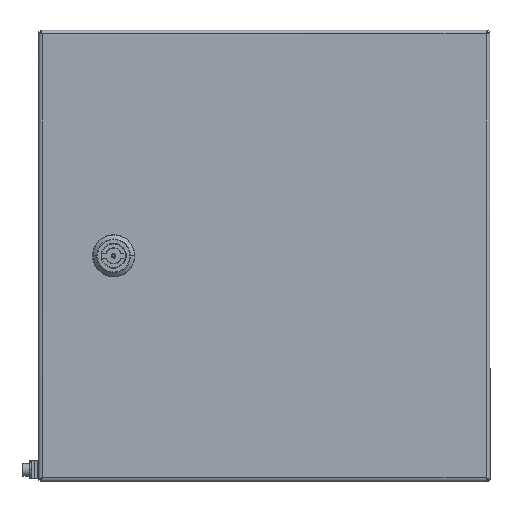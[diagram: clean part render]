
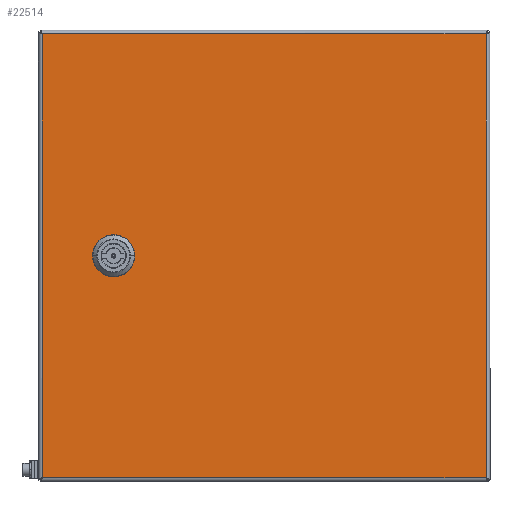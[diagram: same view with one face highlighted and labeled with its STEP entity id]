
A CAD part, top view. The second image highlights one B-rep face of the part: STEP entity #22514.
In plain terms, the highlighted face is planar.
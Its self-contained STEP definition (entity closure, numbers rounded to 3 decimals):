
#224 = VERTEX_POINT ( 'NONE', #10254 ) ;
#338 = EDGE_LOOP ( 'NONE', ( #22475, #27907, #5723, #1126, #15862, #18147, #27521, #4800 ) ) ;
#454 = DIRECTION ( 'NONE',  ( 0., 0., -1. ) ) ;
#1126 = ORIENTED_EDGE ( 'NONE', *, *, #32539, .F. ) ;
#1231 = VERTEX_POINT ( 'NONE', #15709 ) ;
#1935 = DIRECTION ( 'NONE',  ( 1., 0., 0. ) ) ;
#2549 = ORIENTED_EDGE ( 'NONE', *, *, #25830, .T. ) ;
#3150 = EDGE_CURVE ( 'NONE', #31452, #4389, #26100, .T. ) ;
#4389 = VERTEX_POINT ( 'NONE', #18592 ) ;
#4649 = EDGE_CURVE ( 'NONE', #14449, #8731, #28303, .T. ) ;
#4800 = ORIENTED_EDGE ( 'NONE', *, *, #31534, .F. ) ;
#5036 = CARTESIAN_POINT ( 'NONE',  ( -147.5, -147.5, 0. ) ) ;
#5502 = CARTESIAN_POINT ( 'NONE',  ( -150., 150., 0. ) ) ;
#5723 = ORIENTED_EDGE ( 'NONE', *, *, #35626, .F. ) ;
#6254 = DIRECTION ( 'NONE',  ( -1., 0., 0. ) ) ;
#6623 = DIRECTION ( 'NONE',  ( -1., 0., 0. ) ) ;
#6960 = VECTOR ( 'NONE', #6254, 1000. ) ;
#7477 = VERTEX_POINT ( 'NONE', #23870 ) ;
#7702 = ORIENTED_EDGE ( 'NONE', *, *, #4649, .T. ) ;
#8117 = DIRECTION ( 'NONE',  ( 0., -1., 0. ) ) ;
#8145 = EDGE_CURVE ( 'NONE', #4389, #28775, #14978, .T. ) ;
#8731 = VERTEX_POINT ( 'NONE', #21334 ) ;
#9151 = CIRCLE ( 'NONE', #27880, 11.25 ) ;
#9372 = CARTESIAN_POINT ( 'NONE',  ( 100., 0., 0. ) ) ;
#9641 = DIRECTION ( 'NONE',  ( 0., 0., -1. ) ) ;
#10011 = CARTESIAN_POINT ( 'NONE',  ( 100., 0., 0. ) ) ;
#10043 = CARTESIAN_POINT ( 'NONE',  ( 110., 5.154, 0. ) ) ;
#10254 = CARTESIAN_POINT ( 'NONE',  ( 90., 5.154, 0. ) ) ;
#10364 = DIRECTION ( 'NONE',  ( 0., 1., 0. ) ) ;
#11027 = CARTESIAN_POINT ( 'NONE',  ( 147.5, 148.743, 0. ) ) ;
#11393 = VECTOR ( 'NONE', #10364, 1000. ) ;
#11599 = EDGE_CURVE ( 'NONE', #22518, #14449, #32724, .T. ) ;
#12267 = DIRECTION ( 'NONE',  ( -1., 0., 0. ) ) ;
#12296 = LINE ( 'NONE', #27710, #11393 ) ;
#12898 = DIRECTION ( 'NONE',  ( -1., 0., 0. ) ) ;
#12914 = VECTOR ( 'NONE', #8117, 1000. ) ;
#14080 = CARTESIAN_POINT ( 'NONE',  ( 147.5, 147.5, 0. ) ) ;
#14449 = VERTEX_POINT ( 'NONE', #14080 ) ;
#14978 = LINE ( 'NONE', #26840, #21760 ) ;
#15243 = AXIS2_PLACEMENT_3D ( 'NONE', #9372, #29609, #12267 ) ;
#15709 = CARTESIAN_POINT ( 'NONE',  ( 90., -5.154, 0. ) ) ;
#15862 = ORIENTED_EDGE ( 'NONE', *, *, #27482, .F. ) ;
#17021 = VERTEX_POINT ( 'NONE', #5036 ) ;
#17278 = VECTOR ( 'NONE', #22737, 1000. ) ;
#17665 = CARTESIAN_POINT ( 'NONE',  ( 100., 0., 0. ) ) ;
#18147 = ORIENTED_EDGE ( 'NONE', *, *, #24362, .F. ) ;
#18422 = AXIS2_PLACEMENT_3D ( 'NONE', #5502, #22633, #31532 ) ;
#18592 = CARTESIAN_POINT ( 'NONE',  ( 105.154, -10., 0. ) ) ;
#18962 = FACE_BOUND ( 'NONE', #338, .T. ) ;
#19191 = CARTESIAN_POINT ( 'NONE',  ( 94.846, -10., 0. ) ) ;
#19561 = VECTOR ( 'NONE', #32775, 1000. ) ;
#19623 = CARTESIAN_POINT ( 'NONE',  ( 110., 5.154, 0. ) ) ;
#19851 = CARTESIAN_POINT ( 'NONE',  ( -148.743, 147.5, 0. ) ) ;
#20575 = VERTEX_POINT ( 'NONE', #19623 ) ;
#20614 = DIRECTION ( 'NONE',  ( -1., 0., 0. ) ) ;
#21063 = CARTESIAN_POINT ( 'NONE',  ( 105.154, 10., 0. ) ) ;
#21183 = AXIS2_PLACEMENT_3D ( 'NONE', #10011, #30247, #12898 ) ;
#21334 = CARTESIAN_POINT ( 'NONE',  ( 147.5, -147.5, 0. ) ) ;
#21576 = LINE ( 'NONE', #10043, #36971 ) ;
#21760 = VECTOR ( 'NONE', #6623, 1000. ) ;
#21833 = AXIS2_PLACEMENT_3D ( 'NONE', #17665, #454, #20614 ) ;
#22475 = ORIENTED_EDGE ( 'NONE', *, *, #8145, .F. ) ;
#22514 = ADVANCED_FACE ( 'NONE', ( #18962, #25777 ), #28614, .F. ) ;
#22518 = VERTEX_POINT ( 'NONE', #34438 ) ;
#22633 = DIRECTION ( 'NONE',  ( 0., 0., 1. ) ) ;
#22737 = DIRECTION ( 'NONE',  ( 1., 0., 0. ) ) ;
#23870 = CARTESIAN_POINT ( 'NONE',  ( 94.846, 10., 0. ) ) ;
#24362 = EDGE_CURVE ( 'NONE', #224, #7477, #24624, .T. ) ;
#24624 = CIRCLE ( 'NONE', #21183, 11.25 ) ;
#25019 = CARTESIAN_POINT ( 'NONE',  ( 105.154, 10., 0. ) ) ;
#25087 = ORIENTED_EDGE ( 'NONE', *, *, #30886, .T. ) ;
#25777 = FACE_OUTER_BOUND ( 'NONE', #37259, .T. ) ;
#25830 = EDGE_CURVE ( 'NONE', #17021, #22518, #27313, .T. ) ;
#26100 = CIRCLE ( 'NONE', #21833, 11.25 ) ;
#26492 = CARTESIAN_POINT ( 'NONE',  ( 148.743, -147.5, 0. ) ) ;
#26840 = CARTESIAN_POINT ( 'NONE',  ( 105.154, -10., 0. ) ) ;
#26971 = CARTESIAN_POINT ( 'NONE',  ( 100., 0., 0. ) ) ;
#27313 = LINE ( 'NONE', #29973, #19561 ) ;
#27482 = EDGE_CURVE ( 'NONE', #7477, #35521, #30341, .T. ) ;
#27521 = ORIENTED_EDGE ( 'NONE', *, *, #32728, .F. ) ;
#27710 = CARTESIAN_POINT ( 'NONE',  ( 90., 5.154, 0. ) ) ;
#27880 = AXIS2_PLACEMENT_3D ( 'NONE', #26971, #9641, #29869 ) ;
#27907 = ORIENTED_EDGE ( 'NONE', *, *, #3150, .F. ) ;
#28303 = LINE ( 'NONE', #11027, #12914 ) ;
#28614 = PLANE ( 'NONE',  #18422 ) ;
#28775 = VERTEX_POINT ( 'NONE', #19191 ) ;
#29609 = DIRECTION ( 'NONE',  ( 0., 0., -1. ) ) ;
#29633 = ORIENTED_EDGE ( 'NONE', *, *, #11599, .T. ) ;
#29869 = DIRECTION ( 'NONE',  ( -1., 0., 0. ) ) ;
#29973 = CARTESIAN_POINT ( 'NONE',  ( -147.5, -148.743, 0. ) ) ;
#30037 = LINE ( 'NONE', #26492, #6960 ) ;
#30247 = DIRECTION ( 'NONE',  ( 0., 0., -1. ) ) ;
#30286 = DIRECTION ( 'NONE',  ( 0., -1., 0. ) ) ;
#30341 = LINE ( 'NONE', #25019, #37130 ) ;
#30427 = CIRCLE ( 'NONE', #15243, 11.25 ) ;
#30886 = EDGE_CURVE ( 'NONE', #8731, #17021, #30037, .T. ) ;
#31452 = VERTEX_POINT ( 'NONE', #31892 ) ;
#31532 = DIRECTION ( 'NONE',  ( 1., 0., 0. ) ) ;
#31534 = EDGE_CURVE ( 'NONE', #28775, #1231, #30427, .T. ) ;
#31892 = CARTESIAN_POINT ( 'NONE',  ( 110., -5.154, 0. ) ) ;
#32539 = EDGE_CURVE ( 'NONE', #35521, #20575, #9151, .T. ) ;
#32724 = LINE ( 'NONE', #19851, #17278 ) ;
#32728 = EDGE_CURVE ( 'NONE', #1231, #224, #12296, .T. ) ;
#32775 = DIRECTION ( 'NONE',  ( 0., 1., 0. ) ) ;
#34438 = CARTESIAN_POINT ( 'NONE',  ( -147.5, 147.5, 0. ) ) ;
#35521 = VERTEX_POINT ( 'NONE', #21063 ) ;
#35626 = EDGE_CURVE ( 'NONE', #20575, #31452, #21576, .T. ) ;
#36971 = VECTOR ( 'NONE', #30286, 1000. ) ;
#37130 = VECTOR ( 'NONE', #1935, 1000. ) ;
#37259 = EDGE_LOOP ( 'NONE', ( #25087, #2549, #29633, #7702 ) ) ;
